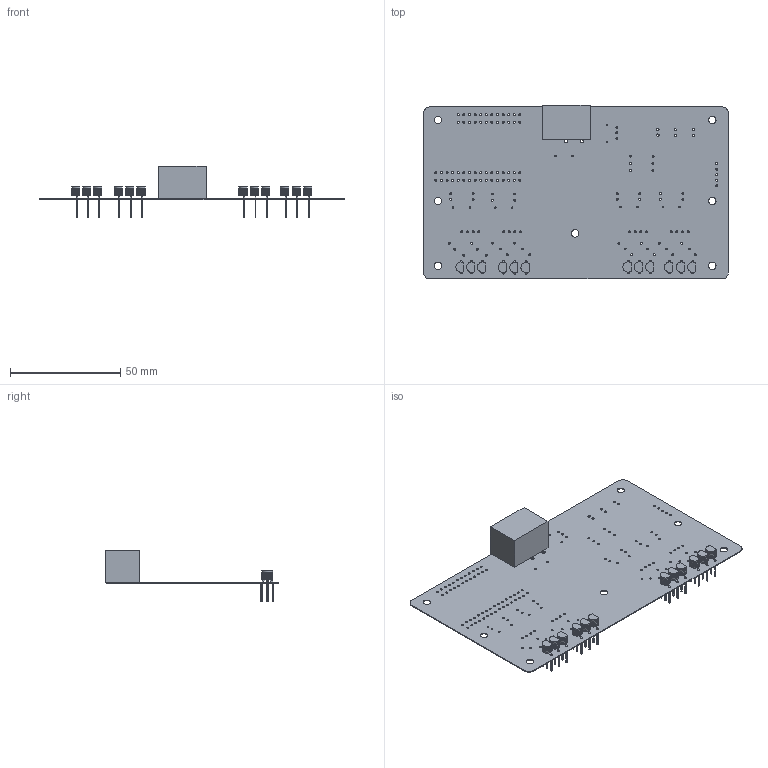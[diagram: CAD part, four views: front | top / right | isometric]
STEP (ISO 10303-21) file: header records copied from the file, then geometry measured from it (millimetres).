
FILE_DESCRIPTION(('Open CASCADE Model'),'2;1');
FILE_NAME('Open CASCADE Shape Model','2022-07-23T16:14:29',('Author'),( 'Open CASCADE'),'Open CASCADE STEP processor 6.8','Open CASCADE 6.8' ,'Unknown');
FILE_SCHEMA(('AUTOMOTIVE_DESIGN { 1 0 10303 214 1 1 1 1 }'));
Length unit declared in the file: millimetre
Products named in the file (33): PCB; Board; Open CASCADE STEP translator 6.8 2.1.1; Q3; PCB3; Free-Models; PCB1; 523779104; Extruded; PCB2; 790454240; 6991048144; Q10; Q12; Q7; Q11; Q1; Q6; Q9; Q8; Q5; Q2; SW1; 5939702448; Q4
Assembly tree (55 placements, depth 8):
  PCB
    Board
      Open CASCADE STEP translator 6.8 2.1.1
    Q3
      PCB3
        Board
        Free-Models
          PCB1  x2
            Board
            Free-Models
              523779104
                Extruded
          PCB2
            Board
            Free-Models
              790454240
                Extruded
      6991048144
        Extruded
    Q10
      PCB3
        Board
        Free-Models
          PCB1  x2
            Board
            Free-Models
              523779104
                Extruded
          PCB2
            Board
            Free-Models
              790454240
                Extruded
      6991048144
        Extruded
    Q12
      PCB3
        Board
        Free-Models
          PCB1  x2
            Board
            Free-Models
              523779104
                Extruded
          PCB2
            Board
            Free-Models
              790454240
                Extruded
      6991048144
        Extruded
    Q7
      PCB3
        Board
        Free-Models
          PCB1  x2
            Board
            Free-Models
              523779104
                Extruded
Bounding box: 138.05 x 78.65 x 23.5 mm (x, y, z)
Volume: 9999.5 mm3; surface area: 25182.4 mm2
Topology: 98 solids, 98 shells, 1778 faces, 4794 edges, 3164 vertices
Faces by surface type: plane 1584, cylinder 194
Full cylindrical faces by diameter (mm): 0.7 x12, 0.85 x46, 0.9 x116, 1.05 x6, 1.5 x2, 3.4 x7
Entity records: 11603 total; most frequent: DIRECTION 1964, CARTESIAN_POINT 1790, ORIENTED_EDGE 1720, EDGE_CURVE 860, AXIS2_PLACEMENT_3D 746, FACE_BOUND 682, EDGE_LOOP 682, VERTEX_POINT 572
